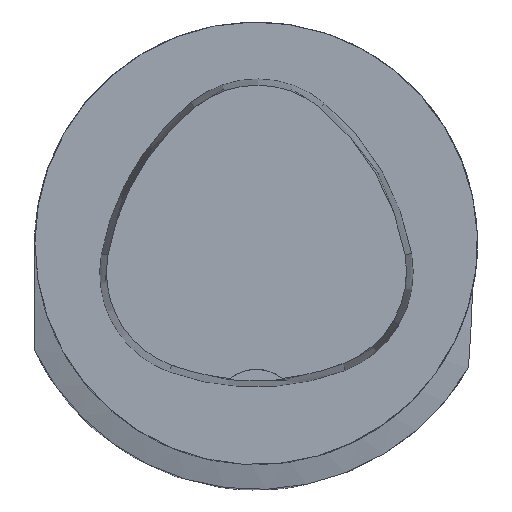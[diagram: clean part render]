
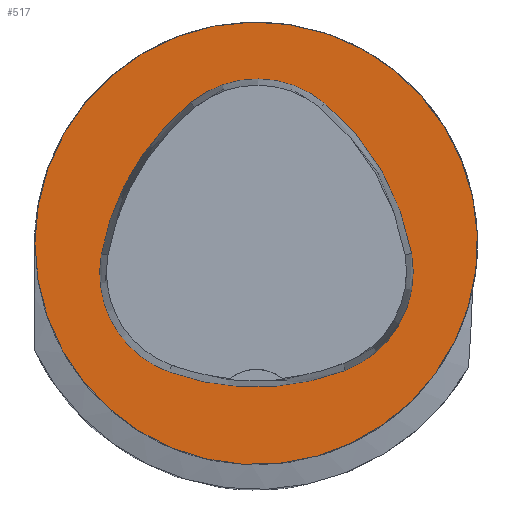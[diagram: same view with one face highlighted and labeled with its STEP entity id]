
A CAD part, top view. The second image highlights one B-rep face of the part: STEP entity #517.
In plain terms, the highlighted planar face has unit normal (0, 0, 1).
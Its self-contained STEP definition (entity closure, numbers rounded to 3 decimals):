
#208=CIRCLE('',#3731,31.5);
#209=CIRCLE('',#3737,36.);
#211=CIRCLE('',#3740,15.);
#213=CIRCLE('',#3743,36.);
#215=CIRCLE('',#3746,15.);
#219=CIRCLE('',#3751,36.);
#221=CIRCLE('',#3754,15.);
#396=FACE_BOUND('',#995,.T.);
#397=FACE_BOUND('',#996,.T.);
#517=ADVANCED_FACE('',(#396,#397),#706,.T.);
#706=PLANE('',#3759);
#995=EDGE_LOOP('',(#1298,#1299,#1300,#1301,#1302,#1303));
#996=EDGE_LOOP('',(#1304));
#1298=ORIENTED_EDGE('',*,*,#2635,.T.);
#1299=ORIENTED_EDGE('',*,*,#2615,.T.);
#1300=ORIENTED_EDGE('',*,*,#2619,.T.);
#1301=ORIENTED_EDGE('',*,*,#2622,.T.);
#1302=ORIENTED_EDGE('',*,*,#2625,.T.);
#1303=ORIENTED_EDGE('',*,*,#2633,.T.);
#1304=ORIENTED_EDGE('',*,*,#2606,.F.);
#2259=VERTEX_POINT('',#5240);
#2268=VERTEX_POINT('',#5259);
#2269=VERTEX_POINT('',#5260);
#2272=VERTEX_POINT('',#5268);
#2274=VERTEX_POINT('',#5274);
#2276=VERTEX_POINT('',#5280);
#2283=VERTEX_POINT('',#5301);
#2606=EDGE_CURVE('',#2259,#2259,#208,.T.);
#2615=EDGE_CURVE('',#2268,#2269,#209,.T.);
#2619=EDGE_CURVE('',#2269,#2272,#211,.T.);
#2622=EDGE_CURVE('',#2272,#2274,#213,.T.);
#2625=EDGE_CURVE('',#2274,#2276,#215,.T.);
#2633=EDGE_CURVE('',#2276,#2283,#219,.T.);
#2635=EDGE_CURVE('',#2283,#2268,#221,.T.);
#3731=AXIS2_PLACEMENT_3D('',#5239,#4139,#4140);
#3737=AXIS2_PLACEMENT_3D('',#5258,#4155,#4156);
#3740=AXIS2_PLACEMENT_3D('',#5267,#4163,#4164);
#3743=AXIS2_PLACEMENT_3D('',#5273,#4170,#4171);
#3746=AXIS2_PLACEMENT_3D('',#5279,#4177,#4178);
#3751=AXIS2_PLACEMENT_3D('',#5302,#4189,#4190);
#3754=AXIS2_PLACEMENT_3D('',#5305,#4195,#4196);
#3759=AXIS2_PLACEMENT_3D('',#5310,#4205,#4206);
#4139=DIRECTION('',(0.,0.,-1.));
#4140=DIRECTION('',(-1.,0.,0.));
#4155=DIRECTION('',(0.,0.,-1.));
#4156=DIRECTION('',(-1.,0.,0.));
#4163=DIRECTION('',(0.,0.,-1.));
#4164=DIRECTION('',(-1.,0.,0.));
#4170=DIRECTION('',(0.,0.,-1.));
#4171=DIRECTION('',(-1.,0.,0.));
#4177=DIRECTION('',(0.,0.,-1.));
#4178=DIRECTION('',(-1.,0.,0.));
#4189=DIRECTION('',(0.,0.,-1.));
#4190=DIRECTION('',(-1.,0.,0.));
#4195=DIRECTION('',(0.,0.,-1.));
#4196=DIRECTION('',(-1.,0.,0.));
#4205=DIRECTION('',(0.,0.,1.));
#4206=DIRECTION('',(-1.,0.,0.));
#5239=CARTESIAN_POINT('',(0.,0.,0.));
#5240=CARTESIAN_POINT('',(-31.5,0.,0.));
#5258=CARTESIAN_POINT('',(13.398,-7.893,0.));
#5259=CARTESIAN_POINT('',(-22.041,-1.562,0.));
#5260=CARTESIAN_POINT('',(-9.317,20.036,0.));
#5267=CARTESIAN_POINT('',(0.148,8.399,0.));
#5268=CARTESIAN_POINT('',(9.779,19.898,0.));
#5273=CARTESIAN_POINT('',(-13.337,-7.7,0.));
#5274=CARTESIAN_POINT('',(22.122,-1.48,0.));
#5279=CARTESIAN_POINT('',(7.347,-4.071,0.));
#5280=CARTESIAN_POINT('',(12.693,-18.087,0.));
#5301=CARTESIAN_POINT('',(-12.373,-18.307,0.));
#5302=CARTESIAN_POINT('',(-0.137,15.55,0.));
#5305=CARTESIAN_POINT('',(-7.275,-4.2,0.));
#5310=CARTESIAN_POINT('',(0.,0.,0.));
